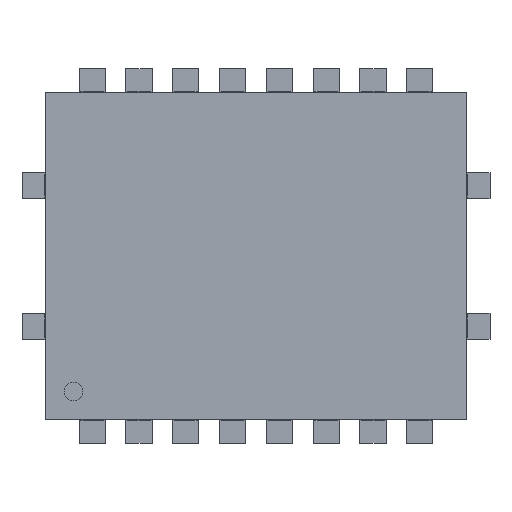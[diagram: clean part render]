
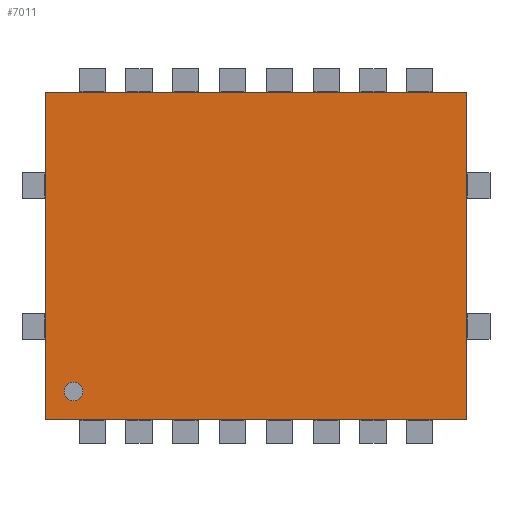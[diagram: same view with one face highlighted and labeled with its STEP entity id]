
A CAD part, top view. The second image highlights one B-rep face of the part: STEP entity #7011.
In plain terms, the highlighted planar face has unit normal (0, 0, 1).
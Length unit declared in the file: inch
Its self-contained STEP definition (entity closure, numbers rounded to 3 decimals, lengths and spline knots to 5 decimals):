
#103 = ORIENTED_EDGE ( 'NONE', *, *, #5111, .F. ) ;
#273 = AXIS2_PLACEMENT_3D ( 'NONE', #3797, #3911, #1555 ) ;
#495 = DIRECTION ( 'NONE',  ( 1., 0., 0. ) ) ;
#535 = CARTESIAN_POINT ( 'NONE',  ( -0.08858, 0.0689, 0.04237 ) ) ;
#608 = LINE ( 'NONE', #535, #2561 ) ;
#672 = VECTOR ( 'NONE', #3792, 39.37008 ) ;
#714 = ORIENTED_EDGE ( 'NONE', *, *, #6348, .T. ) ;
#750 = EDGE_LOOP ( 'NONE', ( #714, #3072, #103, #7194 ) ) ;
#991 = ORIENTED_EDGE ( 'NONE', *, *, #4726, .F. ) ;
#1078 = EDGE_CURVE ( 'NONE', #3405, #5293, #1515, .T. ) ;
#1098 = CARTESIAN_POINT ( 'NONE',  ( -0.07677, -0.05709, 0.04237 ) ) ;
#1250 = CIRCLE ( 'NONE', #2201, 0.00394 ) ;
#1515 = LINE ( 'NONE', #2078, #672 ) ;
#1555 = DIRECTION ( 'NONE',  ( -1., 0., 0. ) ) ;
#1846 = DIRECTION ( 'NONE',  ( 1., 0., 0. ) ) ;
#2042 = PLANE ( 'NONE',  #5598 ) ;
#2078 = CARTESIAN_POINT ( 'NONE',  ( -0.08858, -0.0689, 0.04237 ) ) ;
#2201 = AXIS2_PLACEMENT_3D ( 'NONE', #1098, #3376, #3527 ) ;
#2258 = VECTOR ( 'NONE', #1846, 39.37008 ) ;
#2561 = VECTOR ( 'NONE', #495, 39.37008 ) ;
#2600 = FACE_BOUND ( 'NONE', #2940, .T. ) ;
#2775 = VERTEX_POINT ( 'NONE', #6983 ) ;
#2940 = EDGE_LOOP ( 'NONE', ( #991, #4994 ) ) ;
#2967 = CARTESIAN_POINT ( 'NONE',  ( -0.08858, -0.0689, 0.04237 ) ) ;
#3072 = ORIENTED_EDGE ( 'NONE', *, *, #5562, .T. ) ;
#3074 = EDGE_CURVE ( 'NONE', #2775, #4740, #3500, .T. ) ;
#3282 = DIRECTION ( 'NONE',  ( 1., 0., 0. ) ) ;
#3376 = DIRECTION ( 'NONE',  ( 0., 0., 1. ) ) ;
#3405 = VERTEX_POINT ( 'NONE', #7271 ) ;
#3500 = CIRCLE ( 'NONE', #273, 0.00394 ) ;
#3527 = DIRECTION ( 'NONE',  ( -1., 0., 0. ) ) ;
#3792 = DIRECTION ( 'NONE',  ( 0., 1., 0. ) ) ;
#3797 = CARTESIAN_POINT ( 'NONE',  ( -0.07677, -0.05709, 0.04237 ) ) ;
#3911 = DIRECTION ( 'NONE',  ( 0., 0., 1. ) ) ;
#4083 = CARTESIAN_POINT ( 'NONE',  ( 0.08858, 0.0689, 0.04237 ) ) ;
#4601 = CARTESIAN_POINT ( 'NONE',  ( -0.08071, -0.05709, 0.04237 ) ) ;
#4726 = EDGE_CURVE ( 'NONE', #4740, #2775, #1250, .T. ) ;
#4737 = CARTESIAN_POINT ( 'NONE',  ( 0.08858, -0.0689, 0.04237 ) ) ;
#4740 = VERTEX_POINT ( 'NONE', #4601 ) ;
#4922 = VERTEX_POINT ( 'NONE', #5501 ) ;
#4994 = ORIENTED_EDGE ( 'NONE', *, *, #3074, .F. ) ;
#5012 = DIRECTION ( 'NONE',  ( 0., 0., 1. ) ) ;
#5111 = EDGE_CURVE ( 'NONE', #5293, #7382, #608, .T. ) ;
#5191 = DIRECTION ( 'NONE',  ( 0., 1., 0. ) ) ;
#5293 = VERTEX_POINT ( 'NONE', #6515 ) ;
#5501 = CARTESIAN_POINT ( 'NONE',  ( 0.08858, -0.0689, 0.04237 ) ) ;
#5562 = EDGE_CURVE ( 'NONE', #4922, #7382, #7024, .T. ) ;
#5598 = AXIS2_PLACEMENT_3D ( 'NONE', #7279, #5012, #3282 ) ;
#6106 = FACE_OUTER_BOUND ( 'NONE', #750, .T. ) ;
#6348 = EDGE_CURVE ( 'NONE', #3405, #4922, #6962, .T. ) ;
#6507 = VECTOR ( 'NONE', #5191, 39.37008 ) ;
#6515 = CARTESIAN_POINT ( 'NONE',  ( -0.08858, 0.0689, 0.04237 ) ) ;
#6962 = LINE ( 'NONE', #2967, #2258 ) ;
#6983 = CARTESIAN_POINT ( 'NONE',  ( -0.07283, -0.05709, 0.04237 ) ) ;
#7011 = ADVANCED_FACE ( 'NONE', ( #6106, #2600 ), #2042, .T. ) ;
#7024 = LINE ( 'NONE', #4737, #6507 ) ;
#7194 = ORIENTED_EDGE ( 'NONE', *, *, #1078, .F. ) ;
#7271 = CARTESIAN_POINT ( 'NONE',  ( -0.08858, -0.0689, 0.04237 ) ) ;
#7279 = CARTESIAN_POINT ( 'NONE',  ( -0.08858, -0.0689, 0.04237 ) ) ;
#7382 = VERTEX_POINT ( 'NONE', #4083 ) ;
